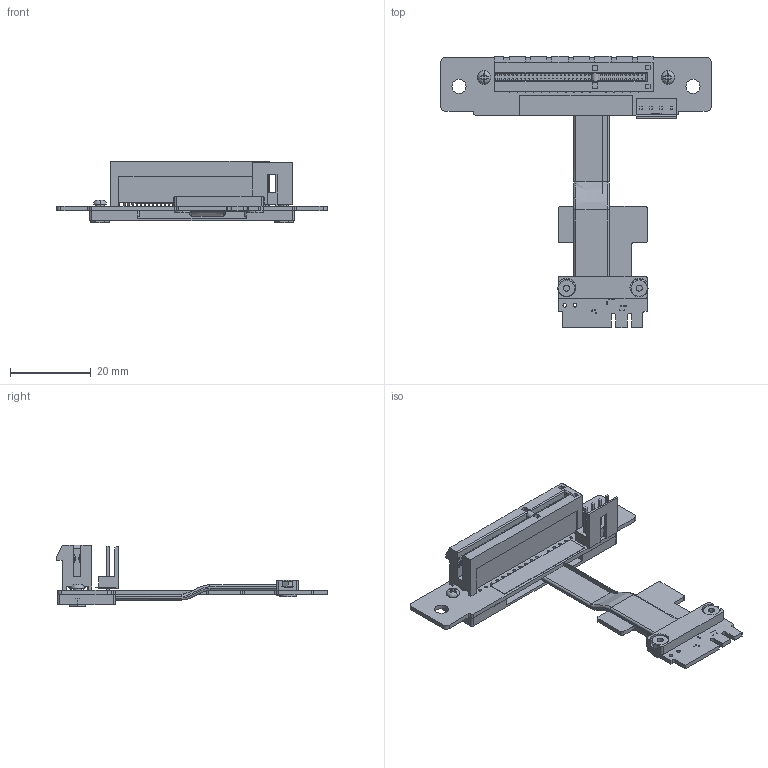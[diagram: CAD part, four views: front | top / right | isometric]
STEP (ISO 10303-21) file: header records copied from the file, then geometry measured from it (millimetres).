
FILE_DESCRIPTION(('Open CASCADE Model'),'2;1');
FILE_NAME('Open CASCADE Shape Model','2020-03-21T02:42:10',('Author'),( 'Open CASCADE'),'Open CASCADE STEP processor 6.8','Open CASCADE 6.8' ,'Unknown');
FILE_SCHEMA(('AUTOMOTIVE_DESIGN { 1 0 10303 214 1 1 1 1 }'));
Length unit declared in the file: millimetre
Products named in the file (15): PCB; Board; Open CASCADE STEP translator 6.8 9.1.1; Open CASCADE STEP translator 6.8 9.2; PCIe_x4_SF_open_Lotes_RGB4404530; Free-Models; c-171825-4-y-3d_RGB12967653; RP22R-PAD; Tape28x5_RGB0; Hexagon_nut_ISO_4032_(DIN_934)_-_M2_RGB9411503; G0033_RGB9411503; Tape14x5_RGB0; RP55S-PAD; G0030_RGB9411503; cable13pin-43q_RGB4078660
Assembly tree (19 placements, depth 3):
  PCB
    Board
      Open CASCADE STEP translator 6.8 9.1.1
    Open CASCADE STEP translator 6.8 9.2
      PCIe_x4_SF_open_Lotes_RGB4404530
    Free-Models
      c-171825-4-y-3d_RGB12967653
      RP22R-PAD
      Tape28x5_RGB0
      Hexagon_nut_ISO_4032_(DIN_934)_-_M2_RGB9411503  x4
      G0033_RGB9411503  x2
      Tape14x5_RGB0
      RP55S-PAD
      G0030_RGB9411503  x2
      cable13pin-43q_RGB4078660
Bounding box: 67.05 x 67.17 x 15.32 mm (x, y, z)
Volume: 6189.1 mm3; surface area: 12226.2 mm2
Topology: 42 solids, 42 shells, 3818 faces, 9347 edges, 5775 vertices
Faces by surface type: plane 1968, cylinder 1284, bspline 462, torus 52, cone 48, revolution 4
Full cylindrical faces by diameter (mm): 0.254 x16, 0.6 x60, 0.7 x64, 0.9 x2, 1.2 x4, 1.6 x64, 2 x4, 2.2 x8, 2.35 x2, 2.4 x2, 3.5 x2, 4.8 x2
Entity records: 147713 total; most frequent: CARTESIAN_POINT 30187, ORIENTED_EDGE 18094, DIRECTION 16426, EDGE_CURVE 9047, LINE 6038, VECTOR 6038, VERTEX_POINT 5588, AXIS2_PLACEMENT_3D 5193
